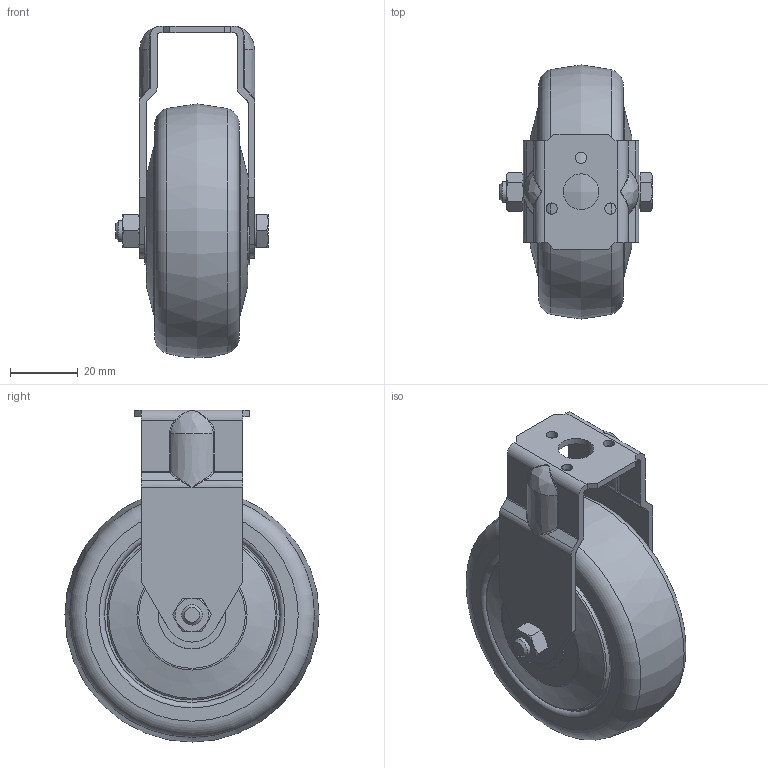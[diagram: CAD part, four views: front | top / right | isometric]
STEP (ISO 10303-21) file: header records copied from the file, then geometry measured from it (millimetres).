
FILE_DESCRIPTION(/* description */ ('Bockrolle D75 ESD'),/* implementation_level */ '2;1');
FILE_NAME(/* name */ 'Syskomp 412259796 Bockrolle D75 ESD.stp',/* time_stamp */ '2018-12-03T17:00:41+01:00',/* author */ ('wheldmann'),/* organization */ (''),/* preprocessor_version */ 'ST-DEVELOPER v16.1',/* originating_system */ 'Autodesk Inventor 2016',/* authorisation */ '');
FILE_SCHEMA (('AUTOMOTIVE_DESIGN { 1 0 10303 214 3 1 1 }'));
Length unit declared in the file: millimetre
Products named in the file (1): 412259796 Bockrolle D75 ESD
Bounding box: 45 x 75 x 97.99 mm (x, y, z)
Volume: 120387 mm3; surface area: 23458.1 mm2
Topology: 1 solids, 3 shells, 195 faces, 461 edges, 279 vertices
Faces by surface type: plane 69, bspline 45, cylinder 34, cone 27, torus 12, sphere 8
Full cylindrical faces by diameter (mm): 3.3 x3, 6 x3, 10 x1, 10.5 x1, 20 x2, 50 x2
Entity records: 9161 total; most frequent: CARTESIAN_POINT 4987, ORIENTED_EDGE 830, DIRECTION 746, EDGE_CURVE 415, AXIS2_PLACEMENT_3D 294, VERTEX_POINT 266, EDGE_LOOP 249, FACE_OUTER_BOUND 195
